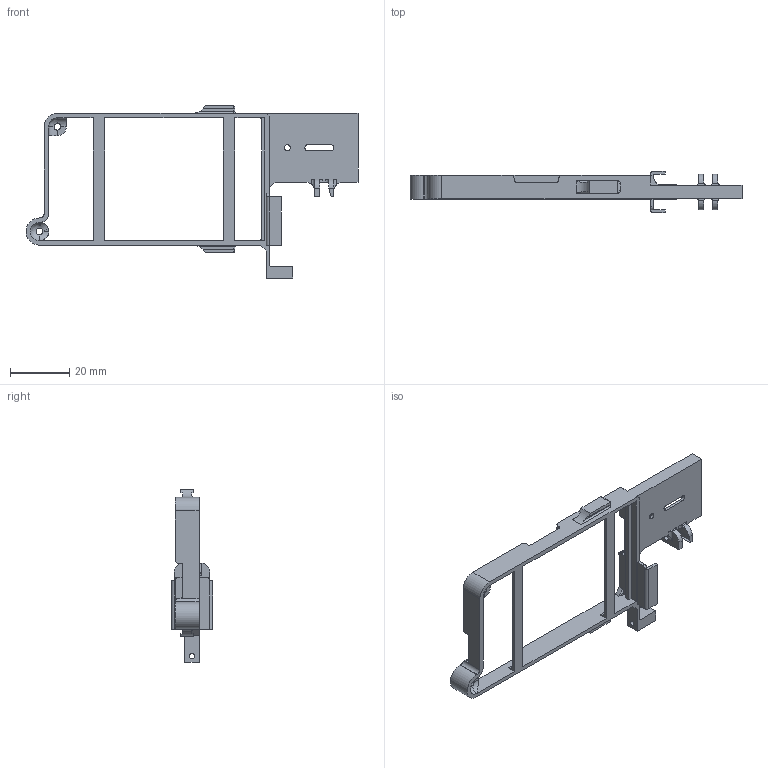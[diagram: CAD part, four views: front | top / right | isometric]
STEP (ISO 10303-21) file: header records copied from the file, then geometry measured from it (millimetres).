
FILE_DESCRIPTION (( 'STEP AP214' ), '1' );
FILE_NAME ('Test Rim_NOV2022.STEP', '2022-12-06T09:18:26', ( '' ), ( '' ), 'SwSTEP 2.0', 'SolidWorks 2021', '' );
FILE_SCHEMA (( 'AUTOMOTIVE_DESIGN' ));
Length unit declared in the file: millimetre
Products named in the file (1): Test Rim_NOV2022
Bounding box: 112.35 x 14 x 58.25 mm (x, y, z)
Volume: 5130.1 mm3; surface area: 8679.8 mm2
Topology: 1 solids, 1 shells, 233 faces, 669 edges, 431 vertices
Faces by surface type: plane 125, cylinder 100, torus 7, bspline 1
Entity records: 7865 total; most frequent: CARTESIAN_POINT 1703, ORIENTED_EDGE 1334, DIRECTION 1245, EDGE_CURVE 667, VERTEX_POINT 430, LINE 429, VECTOR 429, AXIS2_PLACEMENT_3D 408
